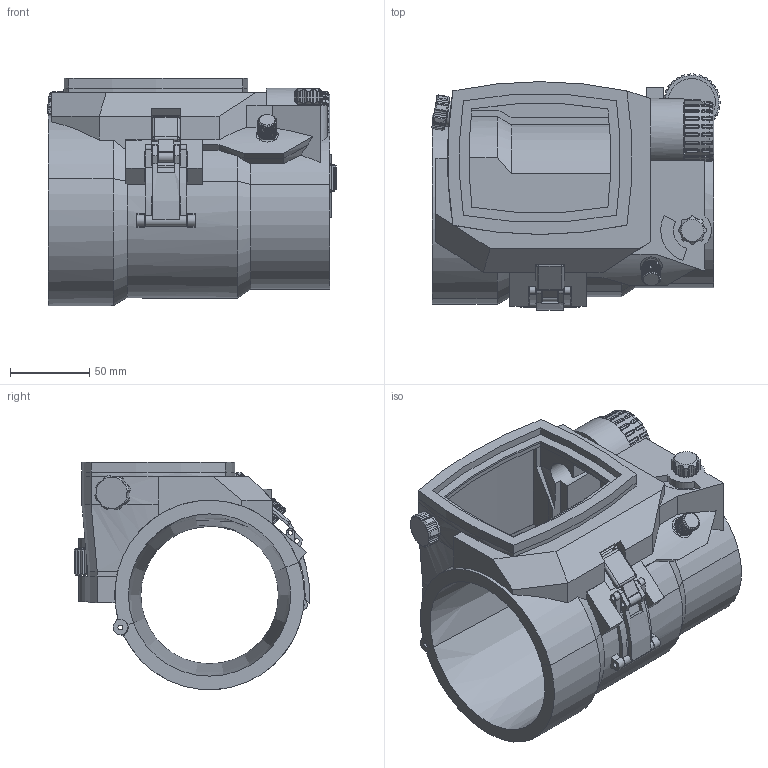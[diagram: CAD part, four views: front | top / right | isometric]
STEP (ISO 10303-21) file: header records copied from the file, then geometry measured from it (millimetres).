
FILE_DESCRIPTION(/* description */ ('STEP AP242','CAx-IF Rec.Pracs.---Representation and Presentation of Product Manufacturing Information (PMI)---4.0---2014-10-13','CAx-IF Rec.Pracs.---3D Tessellated Geometry---0.4---2014-09-14','2;1'),/* implementation_level */ '2;1');
FILE_NAME(/* name */ '686a9f9ea949966a70198906',/* time_stamp */ '2025-07-06T16:09:05Z',/* author */ (''),/* organization */ (''),/* preprocessor_version */ 'ST-DEVELOPER v20',/* originating_system */ 'ONSHAPE BY PTC INC, 1.200',/* authorisation */ ' ');
FILE_SCHEMA (('AP242_MANAGED_MODEL_BASED_3D_ENGINEERING_MIM_LF { 1 0 10303 442 1 1 4 }'));
Length unit declared in the file: metre
Products named in the file (14): Latch Hook; Screen Front Cover; Latch Handle; Up/Down Control Knob; Latch Base; Menu Select Button; Electronic Housing Rear Plate; Electronic Housing; Secondary Menu Nav Wheel; Left/Right Control Knob; Arm Front; Radio Tuner Dial; Arm Back; Primary Menu Nav Wheel
Bounding box: 182.45 x 149.32 x 143.92 mm (x, y, z)
Volume: 839342.6 mm3; surface area: 259544.2 mm2
Topology: 14 solids, 14 shells, 1525 faces, 3951 edges, 2464 vertices
Faces by surface type: plane 514, cylinder 438, bspline 381, cone 99, torus 89, sphere 4
Full cylindrical faces by diameter (mm): 3.15 x10, 3.35 x4, 3.4 x2, 3.55 x2, 4 x12, 6 x6, 6.2 x3, 7 x1, 10 x1, 14 x2, 16 x1, 18.2 x3, 20 x1, 38 x1
Entity records: 51471 total; most frequent: CARTESIAN_POINT 18376, ORIENTED_EDGE 7700, DIRECTION 5470, EDGE_CURVE 3850, VERTEX_POINT 2433, AXIS2_PLACEMENT_3D 2230, B_SPLINE_CURVE_WITH_KNOTS 1768, FACE_BOUND 1669
